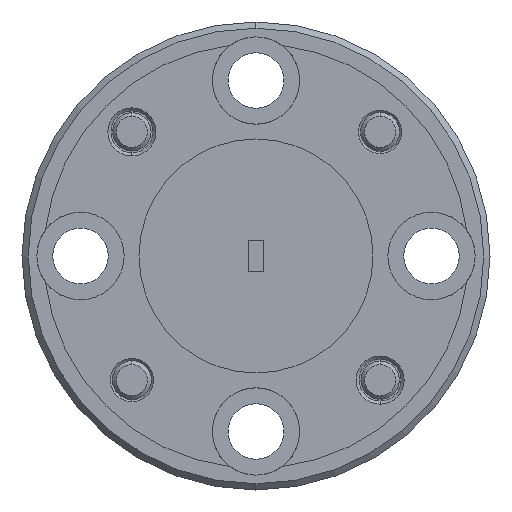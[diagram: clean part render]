
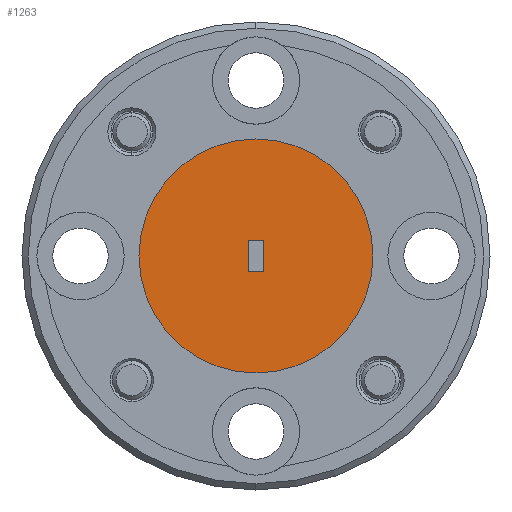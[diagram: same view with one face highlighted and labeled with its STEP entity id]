
A CAD part, left-side view. The second image highlights one B-rep face of the part: STEP entity #1263.
In plain terms, the highlighted planar face has unit normal (-1, 0, 0).
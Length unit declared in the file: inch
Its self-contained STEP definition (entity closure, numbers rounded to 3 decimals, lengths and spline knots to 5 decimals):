
#4 = CARTESIAN_POINT ( 'NONE',  ( -0.10508, 0.32791, 0.84059 ) ) ;
#29 = EDGE_CURVE ( 'NONE', #4343, #2802, #4068, .T. ) ;
#139 = ORIENTED_EDGE ( 'NONE', *, *, #3740, .T. ) ;
#143 = CARTESIAN_POINT ( 'NONE',  ( -0.10508, 0.31516, 0.67859 ) ) ;
#240 = VERTEX_POINT ( 'NONE', #3984 ) ;
#292 = EDGE_CURVE ( 'NONE', #240, #4343, #2300, .T. ) ;
#403 = EDGE_CURVE ( 'NONE', #1508, #2071, #4262, .T. ) ;
#567 = CARTESIAN_POINT ( 'NONE',  ( -0.10508, 0.30241, 0.84059 ) ) ;
#607 = DIRECTION ( 'NONE',  ( 0., 0., 1. ) ) ;
#692 = EDGE_CURVE ( 'NONE', #2802, #1129, #4003, .T. ) ;
#744 = CARTESIAN_POINT ( 'NONE',  ( -0.10508, 0.30241, 0.84059 ) ) ;
#962 = DIRECTION ( 'NONE',  ( 0., 0., -1. ) ) ;
#984 = FACE_OUTER_BOUND ( 'NONE', #3906, .T. ) ;
#1129 = VERTEX_POINT ( 'NONE', #2526 ) ;
#1182 = ORIENTED_EDGE ( 'NONE', *, *, #3425, .F. ) ;
#1263 = ADVANCED_FACE ( 'NONE', ( #984, #4046 ), #2337, .F. ) ;
#1270 = DIRECTION ( 'NONE',  ( 0., -1., 0. ) ) ;
#1378 = DIRECTION ( 'NONE',  ( -1., 0., 0. ) ) ;
#1508 = VERTEX_POINT ( 'NONE', #1672 ) ;
#1672 = CARTESIAN_POINT ( 'NONE',  ( -0.10508, 0.31516, 1.05359 ) ) ;
#1710 = ORIENTED_EDGE ( 'NONE', *, *, #692, .F. ) ;
#1764 = CARTESIAN_POINT ( 'NONE',  ( -0.10508, 0.32791, 0.89159 ) ) ;
#1788 = ORIENTED_EDGE ( 'NONE', *, *, #29, .F. ) ;
#1806 = DIRECTION ( 'NONE',  ( 0., 1., 0. ) ) ;
#1881 = CIRCLE ( 'NONE', #3763, 0.1875 ) ;
#1922 = ORIENTED_EDGE ( 'NONE', *, *, #292, .F. ) ;
#1937 = DIRECTION ( 'NONE',  ( 1., 0., 0. ) ) ;
#2020 = DIRECTION ( 'NONE',  ( 0., 0., 1. ) ) ;
#2071 = VERTEX_POINT ( 'NONE', #143 ) ;
#2095 = AXIS2_PLACEMENT_3D ( 'NONE', #4392, #1378, #2020 ) ;
#2172 = VECTOR ( 'NONE', #1806, 39.37008 ) ;
#2300 = LINE ( 'NONE', #2871, #2598 ) ;
#2337 = PLANE ( 'NONE',  #4033 ) ;
#2377 = CARTESIAN_POINT ( 'NONE',  ( -0.10508, 0.31516, 0.86609 ) ) ;
#2526 = CARTESIAN_POINT ( 'NONE',  ( -0.10508, 0.30241, 0.89159 ) ) ;
#2542 = VECTOR ( 'NONE', #1270, 39.37008 ) ;
#2598 = VECTOR ( 'NONE', #3595, 39.37008 ) ;
#2663 = DIRECTION ( 'NONE',  ( -1., 0., 0. ) ) ;
#2691 = ORIENTED_EDGE ( 'NONE', *, *, #403, .T. ) ;
#2802 = VERTEX_POINT ( 'NONE', #744 ) ;
#2871 = CARTESIAN_POINT ( 'NONE',  ( -0.10508, 0.32791, 0.84059 ) ) ;
#3254 = DIRECTION ( 'NONE',  ( 0., 0., 1. ) ) ;
#3352 = CARTESIAN_POINT ( 'NONE',  ( -0.10508, 0.31516, 0.86609 ) ) ;
#3425 = EDGE_CURVE ( 'NONE', #1129, #240, #4442, .T. ) ;
#3595 = DIRECTION ( 'NONE',  ( 0., 0., -1. ) ) ;
#3724 = CARTESIAN_POINT ( 'NONE',  ( -0.10508, 0.32791, 0.84059 ) ) ;
#3740 = EDGE_CURVE ( 'NONE', #2071, #1508, #1881, .T. ) ;
#3763 = AXIS2_PLACEMENT_3D ( 'NONE', #3352, #2663, #607 ) ;
#3906 = EDGE_LOOP ( 'NONE', ( #2691, #139 ) ) ;
#3984 = CARTESIAN_POINT ( 'NONE',  ( -0.10508, 0.32791, 0.89159 ) ) ;
#4003 = LINE ( 'NONE', #567, #4041 ) ;
#4033 = AXIS2_PLACEMENT_3D ( 'NONE', #2377, #1937, #962 ) ;
#4041 = VECTOR ( 'NONE', #3254, 39.37008 ) ;
#4046 = FACE_BOUND ( 'NONE', #4156, .T. ) ;
#4068 = LINE ( 'NONE', #3724, #2542 ) ;
#4156 = EDGE_LOOP ( 'NONE', ( #1922, #1182, #1710, #1788 ) ) ;
#4262 = CIRCLE ( 'NONE', #2095, 0.1875 ) ;
#4343 = VERTEX_POINT ( 'NONE', #4 ) ;
#4392 = CARTESIAN_POINT ( 'NONE',  ( -0.10508, 0.31516, 0.86609 ) ) ;
#4442 = LINE ( 'NONE', #1764, #2172 ) ;
